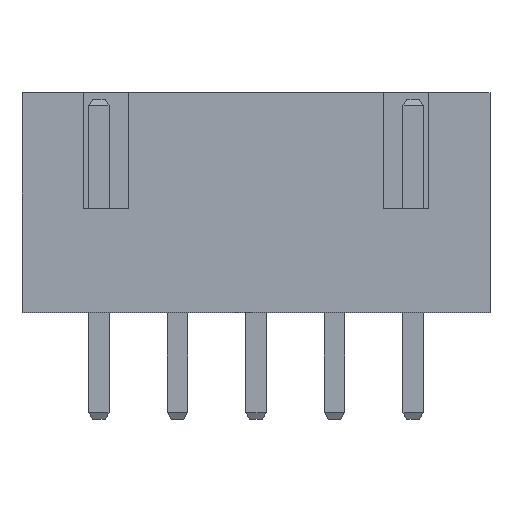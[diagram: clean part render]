
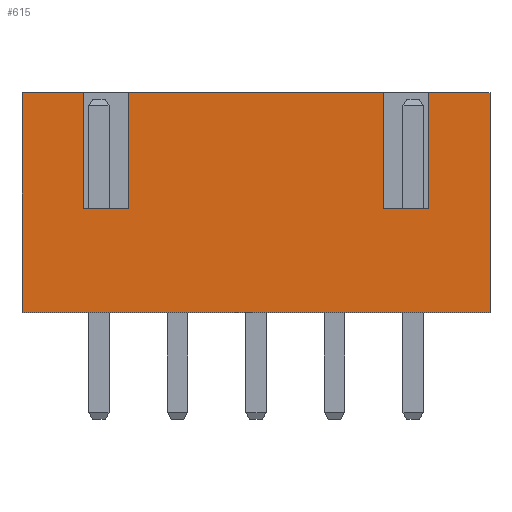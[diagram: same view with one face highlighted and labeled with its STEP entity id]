
A CAD part, top view. The second image highlights one B-rep face of the part: STEP entity #615.
In plain terms, the highlighted planar face has unit normal (0, 0, 1).
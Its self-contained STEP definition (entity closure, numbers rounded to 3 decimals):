
#33 = VERTEX_POINT ( 'NONE', #704 ) ;
#41 = LINE ( 'NONE', #1172, #128 ) ;
#109 = EDGE_CURVE ( 'NONE', #1905, #321, #3190, .T. ) ;
#122 = ORIENTED_EDGE ( 'NONE', *, *, #2845, .T. ) ;
#128 = VECTOR ( 'NONE', #1154, 1000. ) ;
#136 = VERTEX_POINT ( 'NONE', #2386 ) ;
#144 = VECTOR ( 'NONE', #1810, 1000. ) ;
#206 = VECTOR ( 'NONE', #270, 1000. ) ;
#224 = CARTESIAN_POINT ( 'NONE',  ( 7.45, 7., 2.875 ) ) ;
#229 = VECTOR ( 'NONE', #2581, 1000. ) ;
#270 = DIRECTION ( 'NONE',  ( -1., 0., 0. ) ) ;
#289 = VERTEX_POINT ( 'NONE', #1898 ) ;
#320 = LINE ( 'NONE', #2958, #2224 ) ;
#321 = VERTEX_POINT ( 'NONE', #3134 ) ;
#341 = CARTESIAN_POINT ( 'NONE',  ( -4.05, 3.3, 2.875 ) ) ;
#452 = DIRECTION ( 'NONE',  ( 0., 1., 0. ) ) ;
#491 = LINE ( 'NONE', #1512, #654 ) ;
#506 = ORIENTED_EDGE ( 'NONE', *, *, #765, .T. ) ;
#517 = LINE ( 'NONE', #1766, #144 ) ;
#519 = LINE ( 'NONE', #2417, #229 ) ;
#548 = VERTEX_POINT ( 'NONE', #2985 ) ;
#555 = AXIS2_PLACEMENT_3D ( 'NONE', #2204, #3353, #3343 ) ;
#615 = ADVANCED_FACE ( 'NONE', ( #1997 ), #3363, .T. ) ;
#654 = VECTOR ( 'NONE', #1552, 1000. ) ;
#704 = CARTESIAN_POINT ( 'NONE',  ( 7.45, 0., 2.875 ) ) ;
#714 = LINE ( 'NONE', #224, #206 ) ;
#720 = ORIENTED_EDGE ( 'NONE', *, *, #1003, .T. ) ;
#742 = EDGE_CURVE ( 'NONE', #33, #1708, #517, .T. ) ;
#757 = CARTESIAN_POINT ( 'NONE',  ( -7.45, 0., 2.875 ) ) ;
#765 = EDGE_CURVE ( 'NONE', #1015, #1315, #491, .T. ) ;
#885 = VERTEX_POINT ( 'NONE', #341 ) ;
#905 = LINE ( 'NONE', #3192, #1843 ) ;
#915 = DIRECTION ( 'NONE',  ( 0., -1., 0. ) ) ;
#1003 = EDGE_CURVE ( 'NONE', #2938, #1015, #519, .T. ) ;
#1015 = VERTEX_POINT ( 'NONE', #1570 ) ;
#1018 = VECTOR ( 'NONE', #1560, 1000. ) ;
#1154 = DIRECTION ( 'NONE',  ( -1., 0., 0. ) ) ;
#1172 = CARTESIAN_POINT ( 'NONE',  ( -4.05, 3.3, 2.875 ) ) ;
#1220 = EDGE_LOOP ( 'NONE', ( #2690, #720, #506, #2251, #3213, #1463, #1464, #1474, #3404, #122, #1735, #2185 ) ) ;
#1231 = CARTESIAN_POINT ( 'NONE',  ( 4.05, 3.3, 2.875 ) ) ;
#1263 = CARTESIAN_POINT ( 'NONE',  ( -4.05, 7., 2.875 ) ) ;
#1304 = DIRECTION ( 'NONE',  ( -1., 0., 0. ) ) ;
#1315 = VERTEX_POINT ( 'NONE', #757 ) ;
#1316 = LINE ( 'NONE', #2931, #2291 ) ;
#1318 = CARTESIAN_POINT ( 'NONE',  ( 7.45, 7., 2.875 ) ) ;
#1329 = VECTOR ( 'NONE', #915, 1000. ) ;
#1463 = ORIENTED_EDGE ( 'NONE', *, *, #2681, .T. ) ;
#1464 = ORIENTED_EDGE ( 'NONE', *, *, #2358, .T. ) ;
#1474 = ORIENTED_EDGE ( 'NONE', *, *, #1590, .T. ) ;
#1512 = CARTESIAN_POINT ( 'NONE',  ( -7.45, 7., 2.875 ) ) ;
#1552 = DIRECTION ( 'NONE',  ( 0., -1., 0. ) ) ;
#1560 = DIRECTION ( 'NONE',  ( 1., 0., 0. ) ) ;
#1570 = CARTESIAN_POINT ( 'NONE',  ( -7.45, 7., 2.875 ) ) ;
#1582 = CARTESIAN_POINT ( 'NONE',  ( -7.45, 0., 2.875 ) ) ;
#1590 = EDGE_CURVE ( 'NONE', #289, #1905, #1316, .T. ) ;
#1708 = VERTEX_POINT ( 'NONE', #2666 ) ;
#1735 = ORIENTED_EDGE ( 'NONE', *, *, #2762, .T. ) ;
#1766 = CARTESIAN_POINT ( 'NONE',  ( 7.45, 0., 2.875 ) ) ;
#1808 = EDGE_CURVE ( 'NONE', #1895, #2938, #320, .T. ) ;
#1810 = DIRECTION ( 'NONE',  ( 0., 1., 0. ) ) ;
#1843 = VECTOR ( 'NONE', #3027, 1000. ) ;
#1871 = CARTESIAN_POINT ( 'NONE',  ( -5.5, 7., 2.875 ) ) ;
#1895 = VERTEX_POINT ( 'NONE', #2460 ) ;
#1898 = CARTESIAN_POINT ( 'NONE',  ( 5.5, 3.3, 2.875 ) ) ;
#1905 = VERTEX_POINT ( 'NONE', #2423 ) ;
#1997 = FACE_OUTER_BOUND ( 'NONE', #1220, .T. ) ;
#2185 = ORIENTED_EDGE ( 'NONE', *, *, #2719, .T. ) ;
#2204 = CARTESIAN_POINT ( 'NONE',  ( 0., 0., 2.875 ) ) ;
#2224 = VECTOR ( 'NONE', #2911, 1000. ) ;
#2251 = ORIENTED_EDGE ( 'NONE', *, *, #3262, .T. ) ;
#2291 = VECTOR ( 'NONE', #3187, 1000. ) ;
#2358 = EDGE_CURVE ( 'NONE', #136, #289, #905, .T. ) ;
#2386 = CARTESIAN_POINT ( 'NONE',  ( 5.5, 7., 2.875 ) ) ;
#2417 = CARTESIAN_POINT ( 'NONE',  ( 7.45, 7., 2.875 ) ) ;
#2421 = VECTOR ( 'NONE', #1304, 1000. ) ;
#2423 = CARTESIAN_POINT ( 'NONE',  ( 4.05, 3.3, 2.875 ) ) ;
#2433 = LINE ( 'NONE', #1582, #1018 ) ;
#2460 = CARTESIAN_POINT ( 'NONE',  ( -5.5, 3.3, 2.875 ) ) ;
#2581 = DIRECTION ( 'NONE',  ( -1., 0., 0. ) ) ;
#2666 = CARTESIAN_POINT ( 'NONE',  ( 7.45, 7., 2.875 ) ) ;
#2681 = EDGE_CURVE ( 'NONE', #1708, #136, #2942, .T. ) ;
#2690 = ORIENTED_EDGE ( 'NONE', *, *, #1808, .T. ) ;
#2710 = LINE ( 'NONE', #1263, #1329 ) ;
#2719 = EDGE_CURVE ( 'NONE', #885, #1895, #41, .T. ) ;
#2762 = EDGE_CURVE ( 'NONE', #548, #885, #2710, .T. ) ;
#2845 = EDGE_CURVE ( 'NONE', #321, #548, #714, .T. ) ;
#2911 = DIRECTION ( 'NONE',  ( 0., 1., 0. ) ) ;
#2931 = CARTESIAN_POINT ( 'NONE',  ( 5.5, 3.3, 2.875 ) ) ;
#2938 = VERTEX_POINT ( 'NONE', #1871 ) ;
#2942 = LINE ( 'NONE', #1318, #2421 ) ;
#2958 = CARTESIAN_POINT ( 'NONE',  ( -5.5, 3.3, 2.875 ) ) ;
#2985 = CARTESIAN_POINT ( 'NONE',  ( -4.05, 7., 2.875 ) ) ;
#3027 = DIRECTION ( 'NONE',  ( 0., -1., 0. ) ) ;
#3134 = CARTESIAN_POINT ( 'NONE',  ( 4.05, 7., 2.875 ) ) ;
#3187 = DIRECTION ( 'NONE',  ( -1., 0., 0. ) ) ;
#3190 = LINE ( 'NONE', #1231, #3200 ) ;
#3192 = CARTESIAN_POINT ( 'NONE',  ( 5.5, 7., 2.875 ) ) ;
#3200 = VECTOR ( 'NONE', #452, 1000. ) ;
#3213 = ORIENTED_EDGE ( 'NONE', *, *, #742, .T. ) ;
#3262 = EDGE_CURVE ( 'NONE', #1315, #33, #2433, .T. ) ;
#3343 = DIRECTION ( 'NONE',  ( 1., 0., 0. ) ) ;
#3353 = DIRECTION ( 'NONE',  ( 0., 0., 1. ) ) ;
#3363 = PLANE ( 'NONE',  #555 ) ;
#3404 = ORIENTED_EDGE ( 'NONE', *, *, #109, .T. ) ;
